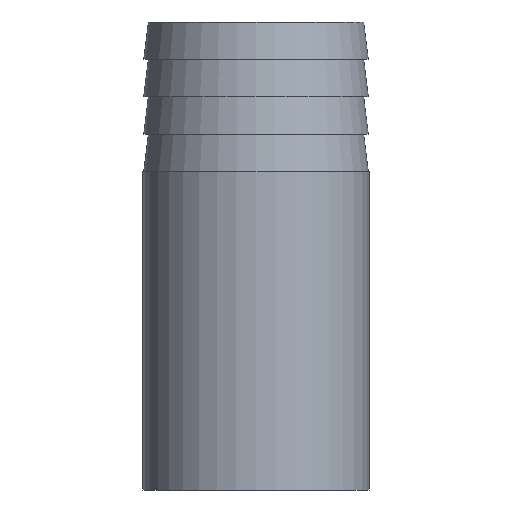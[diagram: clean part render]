
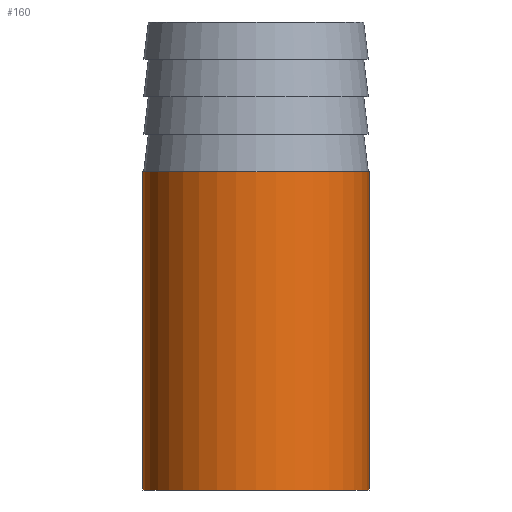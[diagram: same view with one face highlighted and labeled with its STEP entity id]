
A CAD part, front view. The second image highlights one B-rep face of the part: STEP entity #160.
In plain terms, the highlighted cylindrical face has radius 24.15 mm (diameter 48.3 mm), a partial arc.
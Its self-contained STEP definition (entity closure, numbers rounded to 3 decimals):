
#1 = DIRECTION ( 'NONE',  ( 0., 0., 1. ) ) ;
#2 = DIRECTION ( 'NONE',  ( 1., 0., 0. ) ) ;
#50 = VERTEX_POINT ( 'NONE', #211 ) ;
#54 = VERTEX_POINT ( 'NONE', #258 ) ;
#89 = EDGE_CURVE ( 'NONE', #50, #90, #218, .T. ) ;
#90 = VERTEX_POINT ( 'NONE', #214 ) ;
#107 = VERTEX_POINT ( 'NONE', #350 ) ;
#154 = ORIENTED_EDGE ( 'NONE', *, *, #159, .T. ) ;
#155 = ORIENTED_EDGE ( 'NONE', *, *, #156, .F. ) ;
#156 = EDGE_CURVE ( 'NONE', #90, #54, #362, .T. ) ;
#159 = EDGE_CURVE ( 'NONE', #107, #54, #442, .T. ) ;
#160 = ADVANCED_FACE ( 'NONE', ( #435 ), #449, .T. ) ;
#161 = EDGE_LOOP ( 'NONE', ( #162, #163, #154, #155 ) ) ;
#162 = ORIENTED_EDGE ( 'NONE', *, *, #89, .F. ) ;
#163 = ORIENTED_EDGE ( 'NONE', *, *, #164, .T. ) ;
#164 = EDGE_CURVE ( 'NONE', #50, #107, #447, .T. ) ;
#211 = CARTESIAN_POINT ( 'NONE',  ( -24.15, 0., -100. ) ) ;
#214 = CARTESIAN_POINT ( 'NONE',  ( -24.15, 0., -32. ) ) ;
#215 = DIRECTION ( 'NONE',  ( 0., 0., 1. ) ) ;
#216 = VECTOR ( 'NONE', #215, 1000. ) ;
#217 = CARTESIAN_POINT ( 'NONE',  ( -24.15, 0., 0. ) ) ;
#218 = LINE ( 'NONE', #217, #216 ) ;
#258 = CARTESIAN_POINT ( 'NONE',  ( 24.15, 0., -32. ) ) ;
#350 = CARTESIAN_POINT ( 'NONE',  ( 24.15, 0., -100. ) ) ;
#360 = CARTESIAN_POINT ( 'NONE',  ( 0., 0., -32. ) ) ;
#361 = AXIS2_PLACEMENT_3D ( 'NONE', #360, #1, #2 ) ;
#362 = CIRCLE ( 'NONE', #361, 24.15 ) ;
#435 = FACE_OUTER_BOUND ( 'NONE', #161, .T. ) ;
#436 = DIRECTION ( 'NONE',  ( 0., 0., 1. ) ) ;
#437 = VECTOR ( 'NONE', #436, 1000. ) ;
#438 = DIRECTION ( 'NONE',  ( 1., 0., 0. ) ) ;
#439 = DIRECTION ( 'NONE',  ( 0., 0., 1. ) ) ;
#440 = CARTESIAN_POINT ( 'NONE',  ( 0., 0., 0. ) ) ;
#441 = CARTESIAN_POINT ( 'NONE',  ( 24.15, 0., 0. ) ) ;
#442 = LINE ( 'NONE', #441, #437 ) ;
#443 = CARTESIAN_POINT ( 'NONE',  ( 0., 0., -100. ) ) ;
#444 = DIRECTION ( 'NONE',  ( 1., 0., 0. ) ) ;
#445 = DIRECTION ( 'NONE',  ( 0., 0., 1. ) ) ;
#446 = AXIS2_PLACEMENT_3D ( 'NONE', #443, #445, #444 ) ;
#447 = CIRCLE ( 'NONE', #446, 24.15 ) ;
#448 = AXIS2_PLACEMENT_3D ( 'NONE', #440, #439, #438 ) ;
#449 = CYLINDRICAL_SURFACE ( 'NONE', #448, 24.15 ) ;
